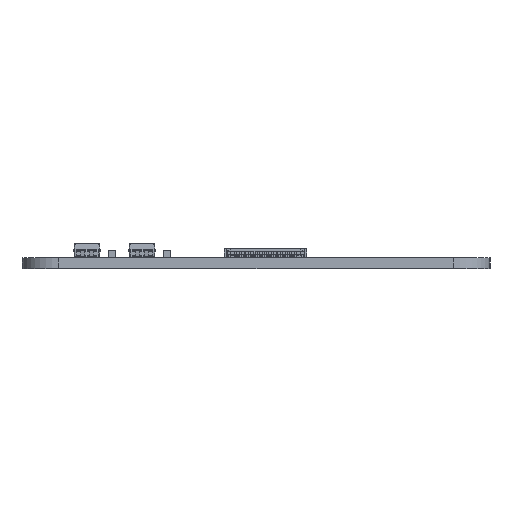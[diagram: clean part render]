
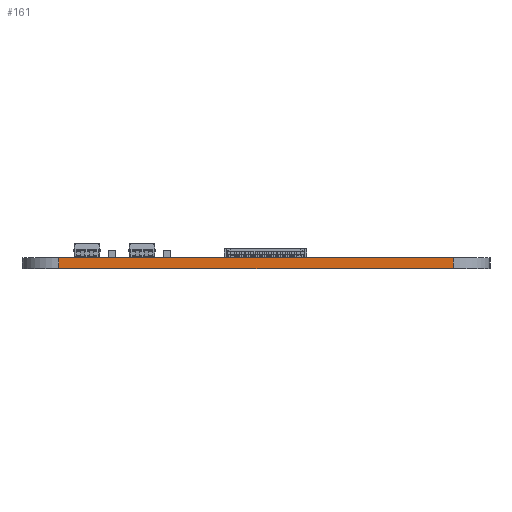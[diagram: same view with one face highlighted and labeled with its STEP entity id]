
A CAD part, left-side view. The second image highlights one B-rep face of the part: STEP entity #161.
In plain terms, the highlighted planar face has unit normal (-1, 0, 0).
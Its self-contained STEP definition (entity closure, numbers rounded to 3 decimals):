
#99 = EDGE_CURVE('',#100,#102,#104,.T.);
#100 = VERTEX_POINT('',#101);
#101 = CARTESIAN_POINT('',(67.5,-96.,0.));
#102 = VERTEX_POINT('',#103);
#103 = CARTESIAN_POINT('',(67.5,-96.,-1.2));
#104 = LINE('',#105,#106);
#105 = CARTESIAN_POINT('',(67.5,-96.,0.));
#106 = VECTOR('',#107,1.);
#107 = DIRECTION('',(0.,0.,-1.));
#161 = ADVANCED_FACE('',(#162),#187,.T.);
#162 = FACE_BOUND('',#163,.T.);
#163 = EDGE_LOOP('',(#164,#174,#180,#181));
#164 = ORIENTED_EDGE('',*,*,#165,.T.);
#165 = EDGE_CURVE('',#166,#168,#170,.T.);
#166 = VERTEX_POINT('',#167);
#167 = CARTESIAN_POINT('',(67.5,-52.9,0.));
#168 = VERTEX_POINT('',#169);
#169 = CARTESIAN_POINT('',(67.5,-52.9,-1.2));
#170 = LINE('',#171,#172);
#171 = CARTESIAN_POINT('',(67.5,-52.9,0.));
#172 = VECTOR('',#173,1.);
#173 = DIRECTION('',(0.,0.,-1.));
#174 = ORIENTED_EDGE('',*,*,#175,.T.);
#175 = EDGE_CURVE('',#168,#102,#176,.T.);
#176 = LINE('',#177,#178);
#177 = CARTESIAN_POINT('',(67.5,-52.9,-1.2));
#178 = VECTOR('',#179,1.);
#179 = DIRECTION('',(0.,-1.,0.));
#180 = ORIENTED_EDGE('',*,*,#99,.F.);
#181 = ORIENTED_EDGE('',*,*,#182,.F.);
#182 = EDGE_CURVE('',#166,#100,#183,.T.);
#183 = LINE('',#184,#185);
#184 = CARTESIAN_POINT('',(67.5,-52.9,0.));
#185 = VECTOR('',#186,1.);
#186 = DIRECTION('',(0.,-1.,0.));
#187 = PLANE('',#188);
#188 = AXIS2_PLACEMENT_3D('',#189,#190,#191);
#189 = CARTESIAN_POINT('',(67.5,-52.9,0.));
#190 = DIRECTION('',(-1.,-0.,-0.));
#191 = DIRECTION('',(0.,-1.,0.));
